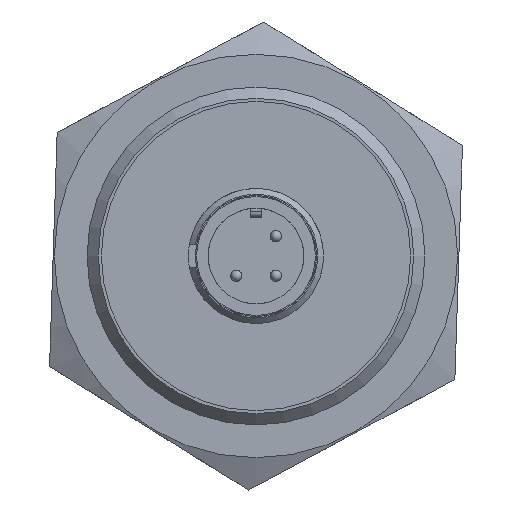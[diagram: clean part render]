
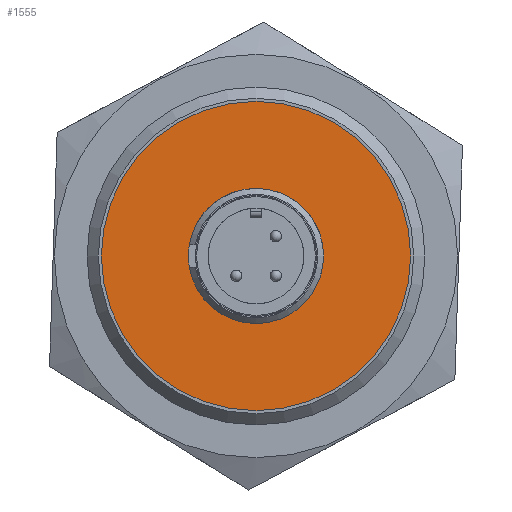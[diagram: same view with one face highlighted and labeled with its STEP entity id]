
A CAD part, left-side view. The second image highlights one B-rep face of the part: STEP entity #1555.
In plain terms, the highlighted planar face has unit normal (-1, 0, 0).
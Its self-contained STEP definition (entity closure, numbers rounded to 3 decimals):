
#15 = VERTEX_POINT ( 'NONE', #1909 ) ;
#19 = VERTEX_POINT ( 'NONE', #1910 ) ;
#100 = FACE_OUTER_BOUND ( 'NONE', #422, .T. ) ;
#114 = FACE_BOUND ( 'NONE', #266, .T. ) ;
#266 = EDGE_LOOP ( 'NONE', ( #362 ) ) ;
#362 = ORIENTED_EDGE ( 'NONE', *, *, #1473, .F. ) ;
#422 = EDGE_LOOP ( 'NONE', ( #505 ) ) ;
#505 = ORIENTED_EDGE ( 'NONE', *, *, #1468, .T. ) ;
#661 = DIRECTION ( 'NONE',  ( 0., 0., 1. ) ) ;
#664 = DIRECTION ( 'NONE',  ( -1., 0., 0. ) ) ;
#668 = CARTESIAN_POINT ( 'NONE',  ( 0., 0., 0. ) ) ;
#880 = DIRECTION ( 'NONE',  ( 0., 0., 1. ) ) ;
#1097 = DIRECTION ( 'NONE',  ( 0., 0., -1. ) ) ;
#1098 = DIRECTION ( 'NONE',  ( 1., 0., 0. ) ) ;
#1099 = CARTESIAN_POINT ( 'NONE',  ( 0., 0., 0. ) ) ;
#1100 = PLANE ( 'NONE',  #2331 ) ;
#1468 = EDGE_CURVE ( 'NONE', #19, #19, #2437, .T. ) ;
#1473 = EDGE_CURVE ( 'NONE', #15, #15, #2358, .T. ) ;
#1555 = ADVANCED_FACE ( 'NONE', ( #100, #114 ), #1100, .F. ) ;
#1648 = DIRECTION ( 'NONE',  ( -1., 0., 0. ) ) ;
#1696 = CARTESIAN_POINT ( 'NONE',  ( 0., 0., 0. ) ) ;
#1909 = CARTESIAN_POINT ( 'NONE',  ( 0., 0., 5.45 ) ) ;
#1910 = CARTESIAN_POINT ( 'NONE',  ( 0., 0., 13.729 ) ) ;
#2303 = AXIS2_PLACEMENT_3D ( 'NONE', #1696, #1648, #880 ) ;
#2319 = AXIS2_PLACEMENT_3D ( 'NONE', #668, #664, #661 ) ;
#2331 = AXIS2_PLACEMENT_3D ( 'NONE', #1099, #1098, #1097 ) ;
#2358 = CIRCLE ( 'NONE', #2319, 5.45 ) ;
#2437 = CIRCLE ( 'NONE', #2303, 13.729 ) ;
